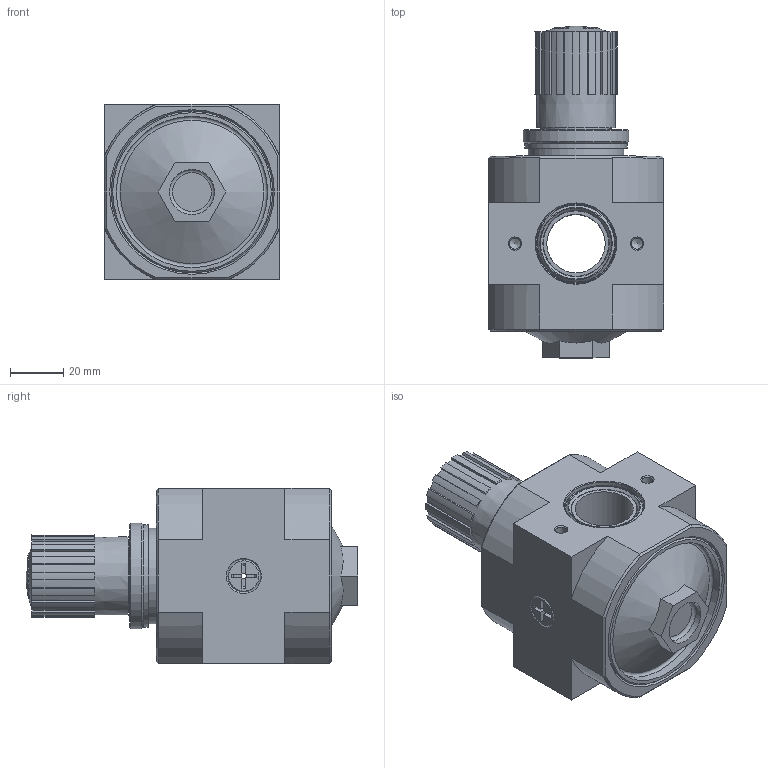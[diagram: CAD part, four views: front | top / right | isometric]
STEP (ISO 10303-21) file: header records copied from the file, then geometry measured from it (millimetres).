
FILE_DESCRIPTION(/* description */ ('STEP AP214'),/* implementation_level */ '2;1');
FILE_NAME(/* name */ '546465_LR-D-7-MAXI',/* time_stamp */ '2024-09-04T22:52:02+02:00',/* author */ ('License CC BY-ND 4.0'),/* organization */ ('CADENAS'),/* preprocessor_version */ 'ST-DEVELOPER v19.3',/* originating_system */ 'PARTsolutions',/* authorisation */ ' ');
FILE_SCHEMA (('AUTOMOTIVE_DESIGN {1 0 10303 214 3 1 1}'));
Length unit declared in the file: millimetre
Products named in the file (4): 546465 LR-D-7-MAXI-(0); 127314 LR-D-7-MAXI--(0); 398011 LRVS-D-MINI; 125696 LR/LFR-D-MAXI
Assembly tree (3 placements, depth 2):
  546465 LR-D-7-MAXI-(0)
    127314 LR-D-7-MAXI--(0)
    398011 LRVS-D-MINI
    125696 LR/LFR-D-MAXI
Bounding box: 66 x 125 x 66 mm (x, y, z)
Volume: 275814.7 mm3; surface area: 41501.7 mm2
Topology: 3 solids, 3 shells, 241 faces, 622 edges, 405 vertices
Faces by surface type: plane 137, cylinder 54, cone 34, torus 11, sphere 5
Full cylindrical faces by diameter (mm): 2 x1, 4.134 x4, 4.2 x1, 9.5 x1, 11.445 x2, 13.157 x1, 17 x1, 22 x1, 24.9 x1, 26.9 x1, 30 x2, 34.16 x1, 34.376 x1, 36 x1, 38.5 x1, 39.8 x1, 57 x1
Entity records: 8636 total; most frequent: CARTESIAN_POINT 1397, DIRECTION 1238, ORIENTED_EDGE 1094, EDGE_CURVE 547, AXIS2_PLACEMENT_3D 502, VERTEX_POINT 395, FACE_BOUND 334, EDGE_LOOP 330
